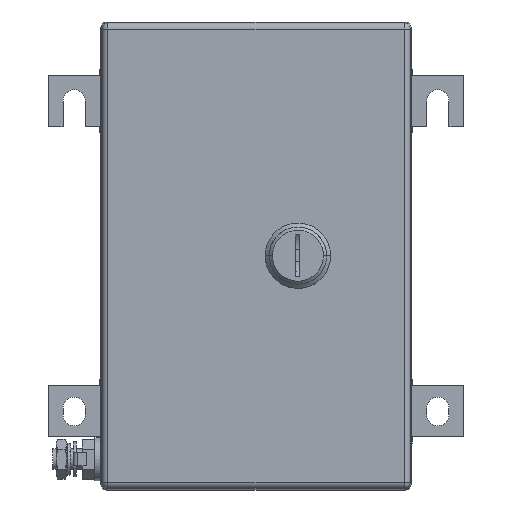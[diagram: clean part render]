
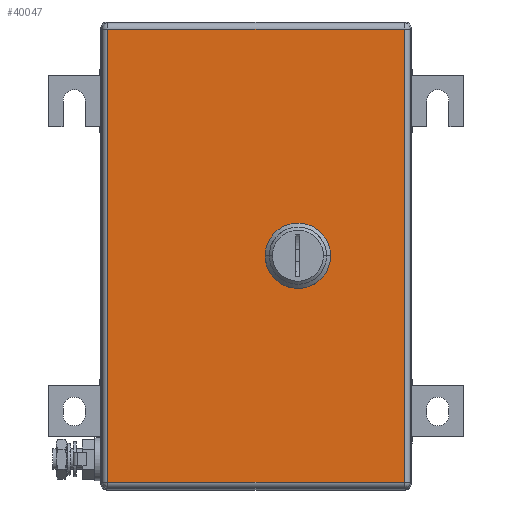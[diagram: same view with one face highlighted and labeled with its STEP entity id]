
A CAD part, top view. The second image highlights one B-rep face of the part: STEP entity #40047.
In plain terms, the highlighted planar face has unit normal (0, 0, 1).
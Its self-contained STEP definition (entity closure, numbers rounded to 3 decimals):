
#39075=AXIS2_PLACEMENT_3D('Circle Axis2P3D',#39073,#39074,$) ;
#39123=AXIS2_PLACEMENT_3D('Circle Axis2P3D',#39121,#39122,$) ;
#39142=AXIS2_PLACEMENT_3D('Circle Axis2P3D',#39140,#39141,$) ;
#40016=AXIS2_PLACEMENT_3D('Circle Axis2P3D',#40014,#40015,$) ;
#40029=AXIS2_PLACEMENT_3D('Plane Axis2P3D',#40026,#40027,#40028) ;
#38934=CARTESIAN_POINT('Vertex',(132.05,109.444,136.5)) ;
#38937=CARTESIAN_POINT('Line Origine',(132.05,114.5,136.5)) ;
#38941=CARTESIAN_POINT('Vertex',(132.05,119.556,136.5)) ;
#39070=CARTESIAN_POINT('Vertex',(127.056,104.45,136.5)) ;
#39073=CARTESIAN_POINT('Axis2P3D Location',(122.,114.5,136.5)) ;
#39094=CARTESIAN_POINT('Vertex',(116.944,104.45,136.5)) ;
#39097=CARTESIAN_POINT('Line Origine',(122.,104.45,136.5)) ;
#39118=CARTESIAN_POINT('Vertex',(111.95,109.444,136.5)) ;
#39121=CARTESIAN_POINT('Axis2P3D Location',(122.,114.5,136.5)) ;
#39137=CARTESIAN_POINT('Vertex',(116.944,124.55,136.5)) ;
#39140=CARTESIAN_POINT('Axis2P3D Location',(122.,114.5,136.5)) ;
#39144=CARTESIAN_POINT('Vertex',(111.95,119.556,136.5)) ;
#39168=CARTESIAN_POINT('Vertex',(174.,225.5,136.5)) ;
#39184=CARTESIAN_POINT('Vertex',(29.,225.5,136.5)) ;
#39187=CARTESIAN_POINT('Line Origine',(101.5,225.5,136.5)) ;
#39222=CARTESIAN_POINT('Vertex',(29.,3.5,136.5)) ;
#39225=CARTESIAN_POINT('Line Origine',(29.,116.6,136.5)) ;
#39260=CARTESIAN_POINT('Vertex',(174.,3.5,136.5)) ;
#39263=CARTESIAN_POINT('Line Origine',(101.5,3.5,136.5)) ;
#39299=CARTESIAN_POINT('Line Origine',(174.,112.4,136.5)) ;
#39934=CARTESIAN_POINT('Vertex',(127.056,124.55,136.5)) ;
#39937=CARTESIAN_POINT('Line Origine',(122.,124.55,136.5)) ;
#39954=CARTESIAN_POINT('Line Origine',(111.95,114.5,136.5)) ;
#40014=CARTESIAN_POINT('Axis2P3D Location',(122.,114.5,136.5)) ;
#40026=CARTESIAN_POINT('Axis2P3D Location',(101.5,114.5,136.5)) ;
#38938=DIRECTION('Vector Direction',(0.,-1.,0.)) ;
#39074=DIRECTION('Axis2P3D Direction',(0.,0.,1.)) ;
#39098=DIRECTION('Vector Direction',(1.,0.,0.)) ;
#39122=DIRECTION('Axis2P3D Direction',(0.,0.,1.)) ;
#39141=DIRECTION('Axis2P3D Direction',(0.,0.,1.)) ;
#39188=DIRECTION('Vector Direction',(1.,0.,0.)) ;
#39226=DIRECTION('Vector Direction',(0.,-1.,0.)) ;
#39264=DIRECTION('Vector Direction',(1.,0.,0.)) ;
#39300=DIRECTION('Vector Direction',(0.,1.,0.)) ;
#39938=DIRECTION('Vector Direction',(1.,0.,0.)) ;
#39955=DIRECTION('Vector Direction',(0.,1.,0.)) ;
#40015=DIRECTION('Axis2P3D Direction',(0.,0.,1.)) ;
#40027=DIRECTION('Axis2P3D Direction',(0.,0.,1.)) ;
#40028=DIRECTION('Axis2P3D XDirection',(1.,0.,0.)) ;
#38939=VECTOR('Line Direction',#38938,1.) ;
#39099=VECTOR('Line Direction',#39098,1.) ;
#39189=VECTOR('Line Direction',#39188,1.) ;
#39227=VECTOR('Line Direction',#39226,1.) ;
#39265=VECTOR('Line Direction',#39264,1.) ;
#39301=VECTOR('Line Direction',#39300,1.) ;
#39939=VECTOR('Line Direction',#39938,1.) ;
#39956=VECTOR('Line Direction',#39955,1.) ;
#40032=ORIENTED_EDGE('',*,*,#39191,.T.) ;
#40033=ORIENTED_EDGE('',*,*,#39229,.T.) ;
#40034=ORIENTED_EDGE('',*,*,#39267,.T.) ;
#40035=ORIENTED_EDGE('',*,*,#39303,.T.) ;
#40038=ORIENTED_EDGE('',*,*,#39077,.F.) ;
#40039=ORIENTED_EDGE('',*,*,#39101,.F.) ;
#40040=ORIENTED_EDGE('',*,*,#39125,.F.) ;
#40041=ORIENTED_EDGE('',*,*,#39958,.T.) ;
#40042=ORIENTED_EDGE('',*,*,#39146,.F.) ;
#40043=ORIENTED_EDGE('',*,*,#39941,.T.) ;
#40044=ORIENTED_EDGE('',*,*,#40018,.F.) ;
#40045=ORIENTED_EDGE('',*,*,#38943,.T.) ;
#40046=FACE_BOUND('',#40037,.T.) ;
#40047=ADVANCED_FACE('ZUB_KTB_QL_221513_0GP_AllCATPart.2\\ZUB_DE_KTB_QL231513.1\\DE_KTB_MH_PART_MASTER.1\\Koerper.2',(#40036,#40046),#40030,.T.) ;
#39076=CIRCLE('generated circle',#39075,11.25) ;
#39124=CIRCLE('generated circle',#39123,11.25) ;
#39143=CIRCLE('generated circle',#39142,11.25) ;
#40017=CIRCLE('generated circle',#40016,11.25) ;
#38943=EDGE_CURVE('',#38942,#38935,#38940,.T.) ;
#39077=EDGE_CURVE('',#39071,#38935,#39076,.T.) ;
#39101=EDGE_CURVE('',#39095,#39071,#39100,.T.) ;
#39125=EDGE_CURVE('',#39119,#39095,#39124,.T.) ;
#39146=EDGE_CURVE('',#39138,#39145,#39143,.T.) ;
#39191=EDGE_CURVE('',#39169,#39185,#39190,.F.) ;
#39229=EDGE_CURVE('',#39185,#39223,#39228,.T.) ;
#39267=EDGE_CURVE('',#39223,#39261,#39266,.T.) ;
#39303=EDGE_CURVE('',#39261,#39169,#39302,.T.) ;
#39941=EDGE_CURVE('',#39138,#39935,#39940,.T.) ;
#39958=EDGE_CURVE('',#39119,#39145,#39957,.T.) ;
#40018=EDGE_CURVE('',#38942,#39935,#40017,.T.) ;
#40031=EDGE_LOOP('',(#40032,#40033,#40034,#40035)) ;
#40037=EDGE_LOOP('',(#40038,#40039,#40040,#40041,#40042,#40043,#40044,#40045)) ;
#40036=FACE_OUTER_BOUND('',#40031,.T.) ;
#38940=LINE('Line',#38937,#38939) ;
#39100=LINE('Line',#39097,#39099) ;
#39190=LINE('Line',#39187,#39189) ;
#39228=LINE('Line',#39225,#39227) ;
#39266=LINE('Line',#39263,#39265) ;
#39302=LINE('Line',#39299,#39301) ;
#39940=LINE('Line',#39937,#39939) ;
#39957=LINE('Line',#39954,#39956) ;
#40030=PLANE('',#40029) ;
#38935=VERTEX_POINT('',#38934) ;
#38942=VERTEX_POINT('',#38941) ;
#39071=VERTEX_POINT('',#39070) ;
#39095=VERTEX_POINT('',#39094) ;
#39119=VERTEX_POINT('',#39118) ;
#39138=VERTEX_POINT('',#39137) ;
#39145=VERTEX_POINT('',#39144) ;
#39169=VERTEX_POINT('',#39168) ;
#39185=VERTEX_POINT('',#39184) ;
#39223=VERTEX_POINT('',#39222) ;
#39261=VERTEX_POINT('',#39260) ;
#39935=VERTEX_POINT('',#39934) ;
